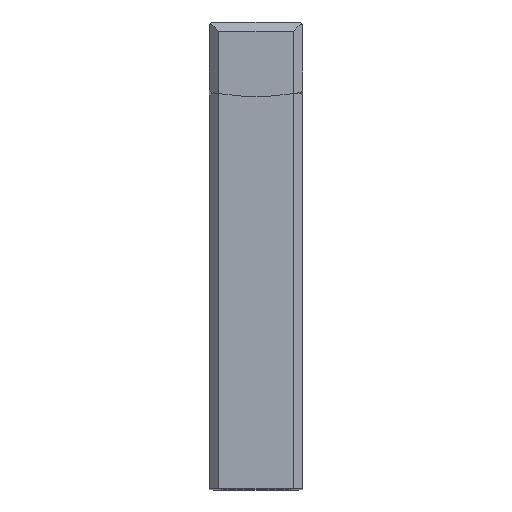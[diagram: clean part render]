
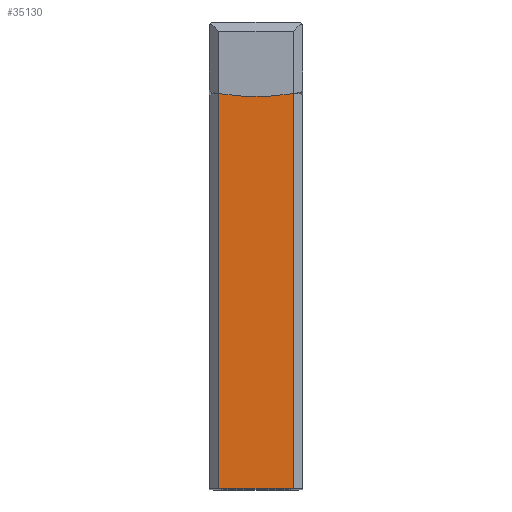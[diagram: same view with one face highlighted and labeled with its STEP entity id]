
A CAD part, top view. The second image highlights one B-rep face of the part: STEP entity #35130.
In plain terms, the highlighted planar face has unit normal (0, 0, 1).
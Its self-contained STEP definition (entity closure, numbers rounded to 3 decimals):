
#25590=CARTESIAN_POINT('',(-1.,-21.217,0.));
#25600=VERTEX_POINT('',#25590);
#25950=CARTESIAN_POINT('',(-9.,-21.217,0.));
#25960=VERTEX_POINT('',#25950);
#25990=CARTESIAN_POINT('',(-5.,-45.895,0.));
#26000=DIRECTION('',(0.,0.,1.));
#26010=DIRECTION('',(-1.,0.,0.));
#26020=AXIS2_PLACEMENT_3D('',#25990,#26000,#26010);
#26030=CIRCLE('',#26020,25.);
#26040=EDGE_CURVE('',#25600,#25960,#26030,.T.);
#34830=CARTESIAN_POINT('',(0.,0.,0.));
#34840=DIRECTION('',(0.,0.,1.));
#34850=DIRECTION('',(-1.,0.,0.));
#34860=AXIS2_PLACEMENT_3D('',#34830,#34840,#34850);
#34870=PLANE('',#34860);
#34880=CARTESIAN_POINT('',(-9.,-10.7,0.));
#34890=DIRECTION('',(0.,-1.,0.));
#34900=VECTOR('',#34890,1.);
#34910=LINE('',#34880,#34900);
#34920=CARTESIAN_POINT('',(-9.,21.105,0.));
#34930=VERTEX_POINT('',#34920);
#34940=EDGE_CURVE('',#34930,#25960,#34910,.T.);
#34950=ORIENTED_EDGE('',*,*,#34940,.T.);
#34960=CARTESIAN_POINT('',(0.,21.105,0.));
#34970=DIRECTION('',(-1.,0.,0.));
#34980=VECTOR('',#34970,1.);
#34990=LINE('',#34960,#34980);
#35000=CARTESIAN_POINT('',(-1.,21.105,0.));
#35010=VERTEX_POINT('',#35000);
#35020=EDGE_CURVE('',#35010,#34930,#34990,.T.);
#35030=ORIENTED_EDGE('',*,*,#35020,.T.);
#35040=CARTESIAN_POINT('',(-1.,-10.7,0.));
#35050=DIRECTION('',(0.,-1.,0.));
#35060=VECTOR('',#35050,1.);
#35070=LINE('',#35040,#35060);
#35080=EDGE_CURVE('',#35010,#25600,#35070,.T.);
#35090=ORIENTED_EDGE('',*,*,#35080,.F.);
#35100=ORIENTED_EDGE('',*,*,#26040,.F.);
#35110=EDGE_LOOP('',(#35100,#35090,#35030,#34950));
#35120=FACE_OUTER_BOUND('',#35110,.T.);
#35130=ADVANCED_FACE('',(#35120),#34870,.T.);
